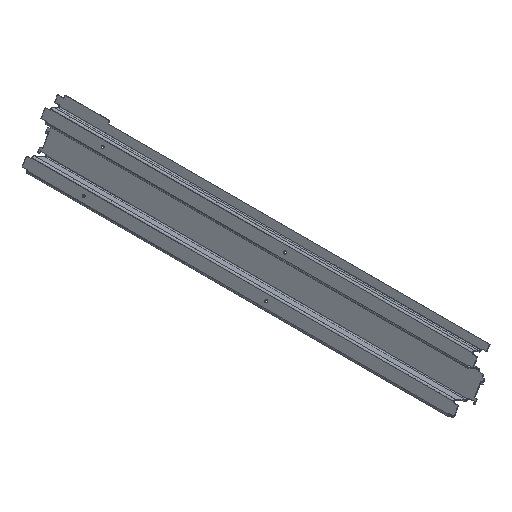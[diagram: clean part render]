
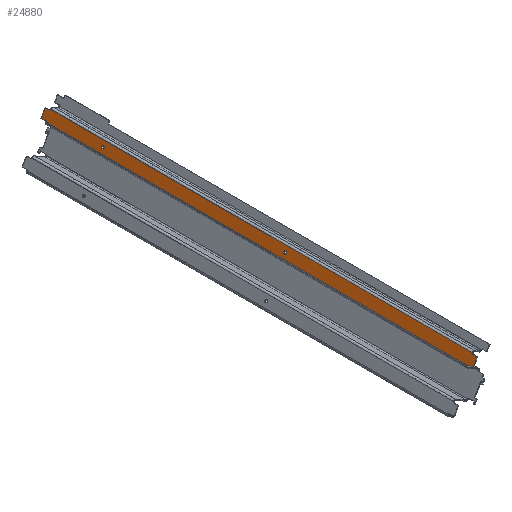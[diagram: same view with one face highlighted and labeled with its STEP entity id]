
A CAD part, isometric view. The second image highlights one B-rep face of the part: STEP entity #24880.
In plain terms, the highlighted planar face has unit normal (-0.866, 0, 0.5).
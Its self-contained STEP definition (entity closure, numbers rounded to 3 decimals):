
#14110=CARTESIAN_POINT('',(-5569.543,-2081.875,
433.738));
#14120=DIRECTION('',(0.866,0.,
-0.5));
#14130=DIRECTION('',(-0.5,0.,-0.866));
#14140=AXIS2_PLACEMENT_3D('',#14110,#14120,#14130);
#14150=CIRCLE('',#14140,3.);
#14160=CARTESIAN_POINT('',(-5569.543,-2078.875,
433.738));
#14170=VERTEX_POINT('',#14160);
#14180=CARTESIAN_POINT('',(-5568.043,-2081.875,
436.336));
#14190=VERTEX_POINT('',#14180);
#14200=EDGE_CURVE('',#14170,#14190,#14150,.T.);
#15640=CARTESIAN_POINT('',(-5550.043,-435.875,
467.513));
#15650=DIRECTION('',(0.866,0.,
-0.5));
#15660=DIRECTION('',(-0.5,0.,-0.866));
#15670=AXIS2_PLACEMENT_3D('',#15640,#15650,#15660);
#15680=CIRCLE('',#15670,3.);
#15690=CARTESIAN_POINT('',(-5550.043,-438.875,
467.513));
#15700=VERTEX_POINT('',#15690);
#15710=CARTESIAN_POINT('',(-5551.543,-435.875,
464.915));
#15720=VERTEX_POINT('',#15710);
#15730=EDGE_CURVE('',#15700,#15720,#15680,.T.);
#21030=CARTESIAN_POINT('',(-5551.543,-2081.875,
464.915));
#21040=VERTEX_POINT('',#21030);
#21070=CARTESIAN_POINT('',(-5550.043,-2081.875,
467.513));
#21080=DIRECTION('',(-0.866,0.,
0.5));
#21090=DIRECTION('',(0.5,0.,0.866));
#21100=AXIS2_PLACEMENT_3D('',#21070,#21080,#21090);
#21110=CIRCLE('',#21100,3.);
#21120=CARTESIAN_POINT('',(-5550.043,-2078.875,
467.513));
#21130=VERTEX_POINT('',#21120);
#21140=EDGE_CURVE('',#21130,#21040,#21110,.T.);
#21670=CARTESIAN_POINT('',(-5568.043,-435.875,
436.336));
#21680=VERTEX_POINT('',#21670);
#21710=CARTESIAN_POINT('',(-5569.543,-435.875,
433.738));
#21720=DIRECTION('',(-0.866,0.,
0.5));
#21730=DIRECTION('',(0.5,0.,0.866));
#21740=AXIS2_PLACEMENT_3D('',#21710,#21720,#21730);
#21750=CIRCLE('',#21740,3.);
#21760=CARTESIAN_POINT('',(-5569.543,-438.875,
433.738));
#21770=VERTEX_POINT('',#21760);
#21780=EDGE_CURVE('',#21770,#21680,#21750,.T.);
#22910=CARTESIAN_POINT('',(-5551.543,-418.875,
464.915));
#22920=VERTEX_POINT('',#22910);
#22950=CARTESIAN_POINT('',(-5813.462,-418.875,
11.258));
#22960=DIRECTION('',(-0.5,0.,
-0.866));
#22970=VECTOR('',#22960,1.);
#22980=LINE('',#22950,#22970);
#22990=CARTESIAN_POINT('',(-5568.043,-418.875,
436.336));
#23000=VERTEX_POINT('',#22990);
#23010=EDGE_CURVE('',#22920,#23000,#22980,.T.);
#23170=CARTESIAN_POINT('',(-5550.043,0.,
467.513));
#23180=DIRECTION('',(0.,-1.,0.));
#23190=VECTOR('',#23180,1.);
#23200=LINE('',#23170,#23190);
#23210=EDGE_CURVE('',#15700,#21130,#23200,.T.);
#23860=CARTESIAN_POINT('',(-5569.543,0.,
433.738));
#23870=DIRECTION('',(0.,-1.,0.));
#23880=VECTOR('',#23870,1.);
#23890=LINE('',#23860,#23880);
#23900=EDGE_CURVE('',#21770,#14170,#23890,.T.);
#24100=CARTESIAN_POINT('',(-5576.822,-788.759,
421.13));
#24110=DIRECTION('',(0.866,0.,
-0.5));
#24120=DIRECTION('',(0.5,0.,
0.866));
#24130=AXIS2_PLACEMENT_3D('',#24100,#24110,#24120);
#24140=PLANE('',#24130);
#24150=CARTESIAN_POINT('',(-5551.543,140.,464.915));
#24160=DIRECTION('',(0.,-1.,0.));
#24170=VECTOR('',#24160,1.);
#24180=LINE('',#24150,#24170);
#24190=CARTESIAN_POINT('',(-5551.543,-2098.875,
464.915));
#24200=VERTEX_POINT('',#24190);
#24210=EDGE_CURVE('',#21040,#24200,#24180,.T.);
#24220=ORIENTED_EDGE('',*,*,#24210,.F.);
#24230=CARTESIAN_POINT('',(-5813.462,-2098.875,
11.258));
#24240=DIRECTION('',(-0.5,0.,
-0.866));
#24250=VECTOR('',#24240,1.);
#24260=LINE('',#24230,#24250);
#24270=CARTESIAN_POINT('',(-5568.043,-2098.875,
436.336));
#24280=VERTEX_POINT('',#24270);
#24290=EDGE_CURVE('',#24200,#24280,#24260,.T.);
#24300=ORIENTED_EDGE('',*,*,#24290,.F.);
#24310=CARTESIAN_POINT('',(-5568.043,140.,436.336));
#24320=DIRECTION('',(0.,1.,0.));
#24330=VECTOR('',#24320,1.);
#24340=LINE('',#24310,#24330);
#24350=EDGE_CURVE('',#24280,#14190,#24340,.T.);
#24360=ORIENTED_EDGE('',*,*,#24350,.F.);
#24370=ORIENTED_EDGE('',*,*,#14200,.T.);
#24380=ORIENTED_EDGE('',*,*,#23900,.T.);
#24390=ORIENTED_EDGE('',*,*,#21780,.F.);
#24400=CARTESIAN_POINT('',(-5568.043,-190.,436.336));
#24410=DIRECTION('',(0.,-1.,0.));
#24420=VECTOR('',#24410,1.);
#24430=LINE('',#24400,#24420);
#24440=EDGE_CURVE('',#23000,#21680,#24430,.T.);
#24450=ORIENTED_EDGE('',*,*,#24440,.T.);
#24460=ORIENTED_EDGE('',*,*,#23010,.T.);
#24470=CARTESIAN_POINT('',(-5551.543,-190.,464.915));
#24480=DIRECTION('',(0.,1.,0.));
#24490=VECTOR('',#24480,1.);
#24500=LINE('',#24470,#24490);
#24510=EDGE_CURVE('',#15720,#22920,#24500,.T.);
#24520=ORIENTED_EDGE('',*,*,#24510,.T.);
#24530=ORIENTED_EDGE('',*,*,#15730,.T.);
#24540=ORIENTED_EDGE('',*,*,#23210,.F.);
#24550=ORIENTED_EDGE('',*,*,#21140,.F.);
#24560=EDGE_LOOP('',(#24550,#24540,#24530,#24520,#24460,#24450,#24390,
#24380,#24370,#24360,#24300,#24220));
#24570=FACE_OUTER_BOUND('',#24560,.T.);
#24580=CARTESIAN_POINT('',(-5559.777,-649.875,
450.654));
#24590=DIRECTION('',(-0.866,0.,
0.5));
#24600=DIRECTION('',(0.,-1.,0.));
#24610=AXIS2_PLACEMENT_3D('',#24580,#24590,#24600);
#24620=CIRCLE('',#24610,4.5);
#24630=CARTESIAN_POINT('',(-5559.777,-654.375,
450.654));
#24640=VERTEX_POINT('',#24630);
#24650=CARTESIAN_POINT('',(-5559.777,-645.375,
450.654));
#24660=VERTEX_POINT('',#24650);
#24670=EDGE_CURVE('',#24640,#24660,#24620,.T.);
#24680=ORIENTED_EDGE('',*,*,#24670,.F.);
#24690=EDGE_CURVE('',#24660,#24640,#24620,.T.);
#24700=ORIENTED_EDGE('',*,*,#24690,.F.);
#24710=EDGE_LOOP('',(#24700,#24680));
#24720=FACE_BOUND('',#24710,.T.);
#24730=CARTESIAN_POINT('',(-5559.777,-1359.875,
450.654));
#24740=DIRECTION('',(-0.866,0.,
0.5));
#24750=DIRECTION('',(0.,-1.,0.));
#24760=AXIS2_PLACEMENT_3D('',#24730,#24740,#24750);
#24770=CIRCLE('',#24760,4.5);
#24780=CARTESIAN_POINT('',(-5559.777,-1364.375,
450.654));
#24790=VERTEX_POINT('',#24780);
#24800=CARTESIAN_POINT('',(-5559.777,-1355.375,
450.654));
#24810=VERTEX_POINT('',#24800);
#24820=EDGE_CURVE('',#24790,#24810,#24770,.T.);
#24830=ORIENTED_EDGE('',*,*,#24820,.F.);
#24840=EDGE_CURVE('',#24810,#24790,#24770,.T.);
#24850=ORIENTED_EDGE('',*,*,#24840,.F.);
#24860=EDGE_LOOP('',(#24850,#24830));
#24870=FACE_BOUND('',#24860,.T.);
#24880=ADVANCED_FACE('',(#24570,#24720,#24870),#24140,.F.);
